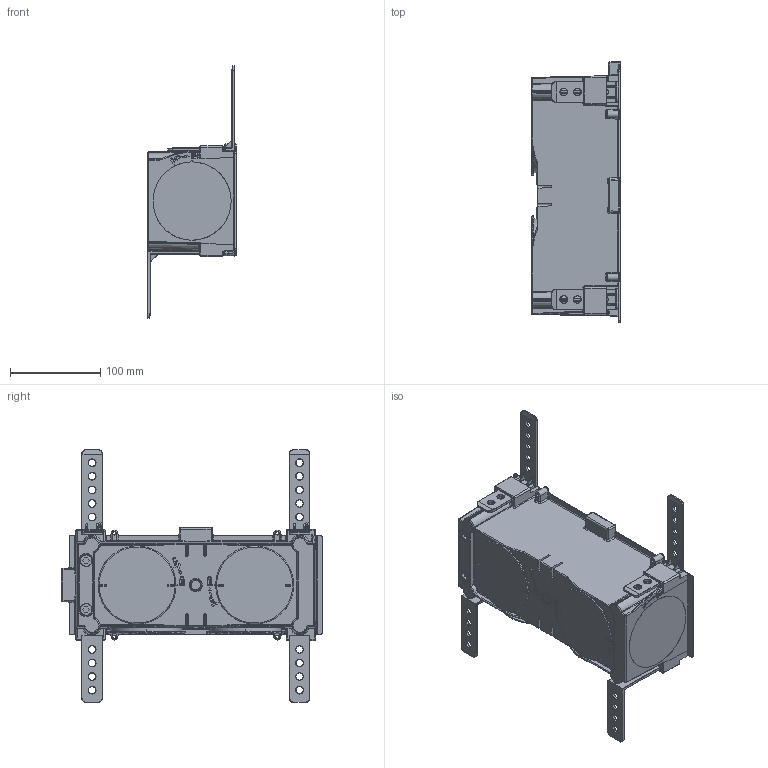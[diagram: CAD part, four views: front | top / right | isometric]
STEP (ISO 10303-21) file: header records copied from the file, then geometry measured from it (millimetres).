
FILE_DESCRIPTION(('CATIA V5 STEP Exchange','CAx-IF Rec.Pracs.--- Model Styling and Organization---1.4--- 2014-01-23','CAx-IF Rec.Pracs.---3D Tessellated Data Validation Properties---0.5---2014-09-14'),'2;1');
FILE_NAME('STEP_AIR500035_-_TST.stp','2021-03-29T14:24:38+00:00',('none'),('none'),'CATIA Version 5-6 Release 2019 SP3','CATIA V5 STEP AP242 v1','none');
FILE_SCHEMA(('AP242_MANAGED_MODEL_BASED_3D_ENGINEERING_MIM_LF {1 0 10303 442 1 1 4}'));
Products named in the file (1): AIR500035 - TST
Bounding box: 98 x 288.5 x 279.34 mm (x, y, z)
Volume: 2574500.8 mm3; surface area: 184984.3 mm2
Topology: 1 solids, 1 shells, 3208 faces, 7816 edges, 4399 vertices
Faces by surface type: cylinder 1071, plane 674, bspline 484, torus 331, extrusion 324, sphere 261, cone 63
Entity records: 124266 total; most frequent: CARTESIAN_POINT 59553, ORIENTED_EDGE 15044, DIRECTION 9560, EDGE_CURVE 7522, VERTEX_POINT 4399, AXIS2_PLACEMENT_3D 4241, EDGE_LOOP 3369, VECTOR 3208
